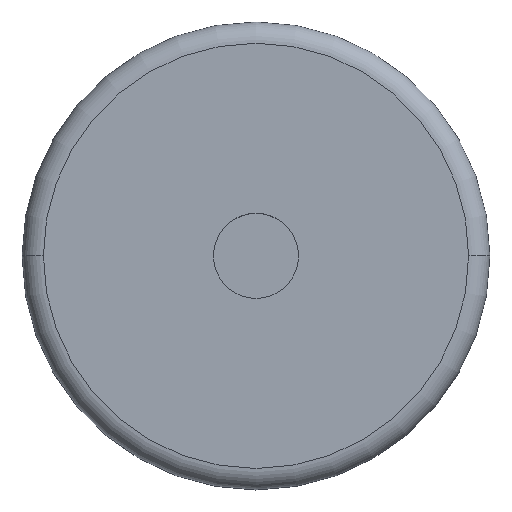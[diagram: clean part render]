
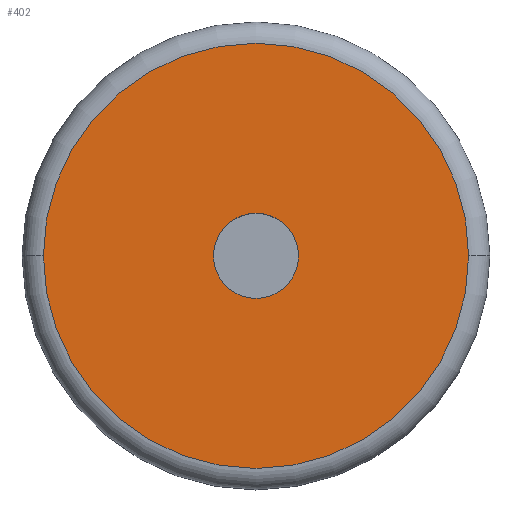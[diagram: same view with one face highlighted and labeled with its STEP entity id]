
A CAD part, top view. The second image highlights one B-rep face of the part: STEP entity #402.
In plain terms, the highlighted planar face has unit normal (0, 0, 1).
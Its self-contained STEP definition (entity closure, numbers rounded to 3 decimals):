
#25 = AXIS2_PLACEMENT_3D ( 'NONE', #127, #292, #799 ) ;
#41 = AXIS2_PLACEMENT_3D ( 'NONE', #187, #615, #453 ) ;
#47 = PLANE ( 'NONE',  #269 ) ;
#48 = DIRECTION ( 'NONE',  ( 0., 0., 1. ) ) ;
#88 = DIRECTION ( 'NONE',  ( 0., 0., 1. ) ) ;
#99 = ORIENTED_EDGE ( 'NONE', *, *, #617, .F. ) ;
#127 = CARTESIAN_POINT ( 'NONE',  ( 0., 0., 8.2 ) ) ;
#134 = EDGE_LOOP ( 'NONE', ( #99, #279 ) ) ;
#141 = DIRECTION ( 'NONE',  ( 1., 0., 0. ) ) ;
#154 = VERTEX_POINT ( 'NONE', #817 ) ;
#183 = EDGE_CURVE ( 'NONE', #781, #935, #754, .T. ) ;
#187 = CARTESIAN_POINT ( 'NONE',  ( 0., 0., 8.2 ) ) ;
#233 = CARTESIAN_POINT ( 'NONE',  ( 0., 0., 8.2 ) ) ;
#239 = DIRECTION ( 'NONE',  ( 1., 0., 0. ) ) ;
#269 = AXIS2_PLACEMENT_3D ( 'NONE', #233, #565, #901 ) ;
#279 = ORIENTED_EDGE ( 'NONE', *, *, #183, .F. ) ;
#292 = DIRECTION ( 'NONE',  ( 0., 0., 1. ) ) ;
#314 = EDGE_CURVE ( 'NONE', #154, #639, #696, .T. ) ;
#402 = ADVANCED_FACE ( 'NONE', ( #788, #984 ), #47, .T. ) ;
#419 = AXIS2_PLACEMENT_3D ( 'NONE', #669, #88, #239 ) ;
#453 = DIRECTION ( 'NONE',  ( 1., 0., 0. ) ) ;
#498 = EDGE_LOOP ( 'NONE', ( #718, #515 ) ) ;
#515 = ORIENTED_EDGE ( 'NONE', *, *, #314, .T. ) ;
#565 = DIRECTION ( 'NONE',  ( 0., 0., 1. ) ) ;
#615 = DIRECTION ( 'NONE',  ( 0., 0., 1. ) ) ;
#617 = EDGE_CURVE ( 'NONE', #935, #781, #988, .T. ) ;
#622 = CARTESIAN_POINT ( 'NONE',  ( 10., 0., 8.2 ) ) ;
#630 = CARTESIAN_POINT ( 'NONE',  ( -2., 0., 8.2 ) ) ;
#634 = CARTESIAN_POINT ( 'NONE',  ( 0., 0., 8.2 ) ) ;
#639 = VERTEX_POINT ( 'NONE', #622 ) ;
#669 = CARTESIAN_POINT ( 'NONE',  ( 0., 0., 8.2 ) ) ;
#696 = CIRCLE ( 'NONE', #25, 10. ) ;
#718 = ORIENTED_EDGE ( 'NONE', *, *, #726, .T. ) ;
#726 = EDGE_CURVE ( 'NONE', #639, #154, #914, .T. ) ;
#754 = CIRCLE ( 'NONE', #419, 2. ) ;
#781 = VERTEX_POINT ( 'NONE', #630 ) ;
#788 = FACE_OUTER_BOUND ( 'NONE', #498, .T. ) ;
#799 = DIRECTION ( 'NONE',  ( 1., 0., 0. ) ) ;
#817 = CARTESIAN_POINT ( 'NONE',  ( -10., 0., 8.2 ) ) ;
#839 = AXIS2_PLACEMENT_3D ( 'NONE', #634, #48, #141 ) ;
#901 = DIRECTION ( 'NONE',  ( 1., 0., 0. ) ) ;
#914 = CIRCLE ( 'NONE', #839, 10. ) ;
#935 = VERTEX_POINT ( 'NONE', #945 ) ;
#945 = CARTESIAN_POINT ( 'NONE',  ( 2., 0., 8.2 ) ) ;
#984 = FACE_BOUND ( 'NONE', #134, .T. ) ;
#988 = CIRCLE ( 'NONE', #41, 2. ) ;
